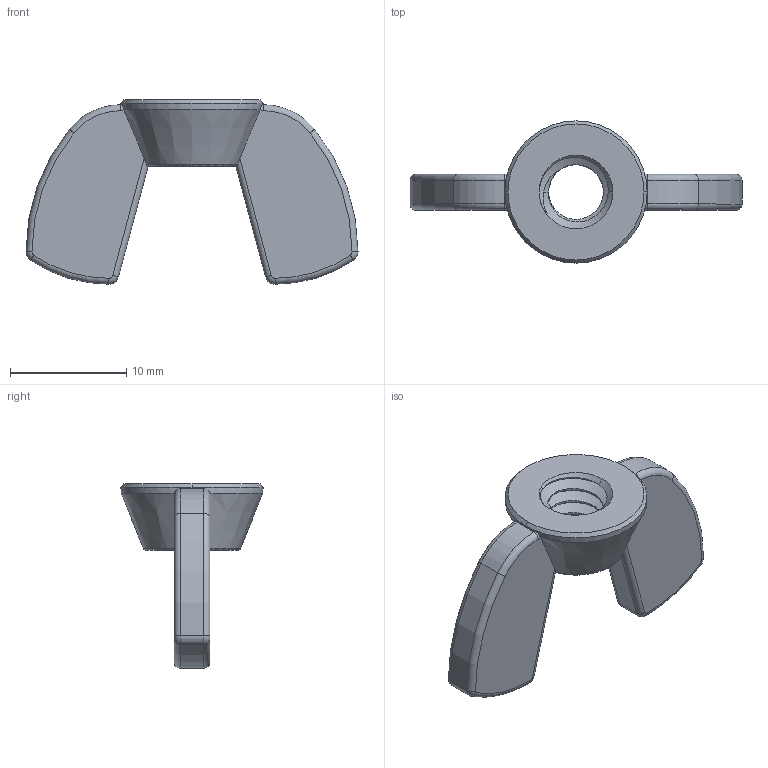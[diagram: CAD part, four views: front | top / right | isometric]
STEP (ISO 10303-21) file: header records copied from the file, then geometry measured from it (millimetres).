
FILE_DESCRIPTION (( 'STEP AP203' ), '1' );
FILE_NAME ('92001A321.step', '2015-04-23T14:27:00', ( '' ), ( '' ), 'SwSTEP 2.0', 'SolidWorks 2010', '' );
FILE_SCHEMA (( 'CONFIG_CONTROL_DESIGN' ));
Length unit declared in the file: inch
Products named in the file (1): 92001A321
Bounding box: 28.57 x 12.25 x 15.88 mm (x, y, z)
Volume: 1044.5 mm3; surface area: 1079.1 mm2
Topology: 1 solids, 1 shells, 81 faces, 208 edges, 129 vertices
Faces by surface type: cylinder 35, torus 22, cone 12, plane 10, bspline 2
Entity records: 3144 total; most frequent: CARTESIAN_POINT 1207, ORIENTED_EDGE 416, DIRECTION 385, EDGE_CURVE 208, AXIS2_PLACEMENT_3D 166, VERTEX_POINT 129, CIRCLE 86, EDGE_LOOP 83
